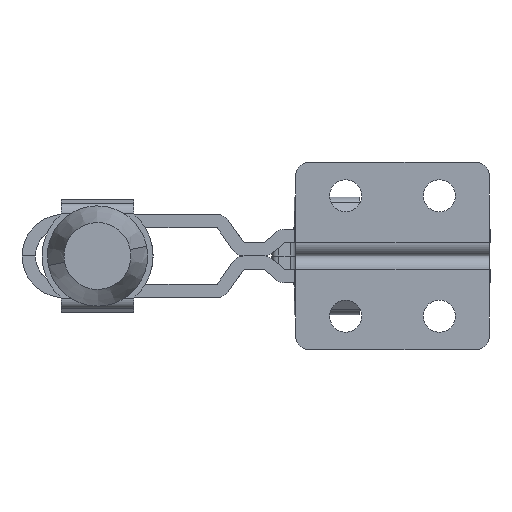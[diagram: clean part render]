
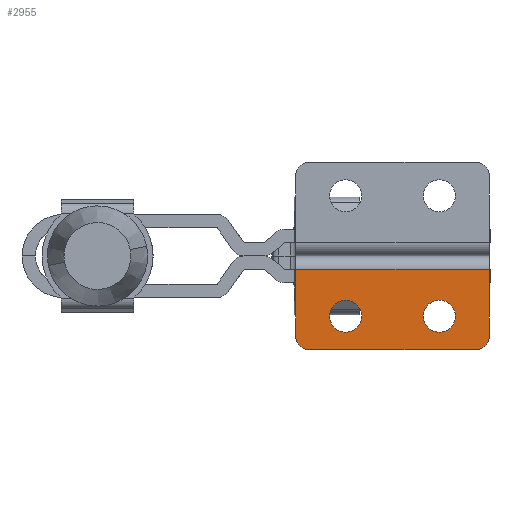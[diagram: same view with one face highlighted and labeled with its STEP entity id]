
A CAD part, front view. The second image highlights one B-rep face of the part: STEP entity #2955.
In plain terms, the highlighted planar face has unit normal (0, -1, 0).
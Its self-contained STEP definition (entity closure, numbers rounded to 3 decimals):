
#1052 = CARTESIAN_POINT ( 'NONE',  ( -21.5, 0., -11.4 ) ) ;
#1063 = CARTESIAN_POINT ( 'NONE',  ( -21.5, 0., -6.6 ) ) ;
#1105 = CARTESIAN_POINT ( 'NONE',  ( 0., 0., -12. ) ) ;
#1137 = CARTESIAN_POINT ( 'NONE',  ( 0., 0., -2. ) ) ;
#1167 = DIRECTION ( 'NONE',  ( -1., 0., 0. ) ) ;
#1168 = DIRECTION ( 'NONE',  ( 0., -1., 0. ) ) ;
#1169 = CARTESIAN_POINT ( 'NONE',  ( -21.5, 0., -9. ) ) ;
#1170 = AXIS2_PLACEMENT_3D ( 'NONE', #1169, #1168, #1167 ) ;
#1171 = CIRCLE ( 'NONE', #1170, 2.4 ) ;
#1188 = CARTESIAN_POINT ( 'NONE',  ( -7.5, 0., -6.6 ) ) ;
#1189 = DIRECTION ( 'NONE',  ( -1., 0., 0. ) ) ;
#1190 = DIRECTION ( 'NONE',  ( 0., -1., 0. ) ) ;
#1191 = CARTESIAN_POINT ( 'NONE',  ( -7.5, 0., -9. ) ) ;
#1192 = AXIS2_PLACEMENT_3D ( 'NONE', #1191, #1190, #1189 ) ;
#1193 = CIRCLE ( 'NONE', #1192, 2.4 ) ;
#1211 = CARTESIAN_POINT ( 'NONE',  ( -7.5, 0., -11.4 ) ) ;
#2895 = ORIENTED_EDGE ( 'NONE', *, *, #2896, .T. ) ;
#2896 = EDGE_CURVE ( 'NONE', #2929, #2897, #26433, .T. ) ;
#2897 = VERTEX_POINT ( 'NONE', #26561 ) ;
#2898 = ORIENTED_EDGE ( 'NONE', *, *, #2899, .F. ) ;
#2899 = EDGE_CURVE ( 'NONE', #7250, #2897, #26560, .T. ) ;
#2914 = EDGE_CURVE ( 'NONE', #7250, #7266, #26540, .T. ) ;
#2926 = ORIENTED_EDGE ( 'NONE', *, *, #2959, .F. ) ;
#2927 = ORIENTED_EDGE ( 'NONE', *, *, #2928, .F. ) ;
#2928 = EDGE_CURVE ( 'NONE', #2929, #2937, #26528, .T. ) ;
#2929 = VERTEX_POINT ( 'NONE', #26484 ) ;
#2933 = ORIENTED_EDGE ( 'NONE', *, *, #2944, .F. ) ;
#2937 = VERTEX_POINT ( 'NONE', #26523 ) ;
#2944 = EDGE_CURVE ( 'NONE', #7195, #7141, #26416, .T. ) ;
#2945 = ORIENTED_EDGE ( 'NONE', *, *, #7356, .F. ) ;
#2947 = ORIENTED_EDGE ( 'NONE', *, *, #2948, .F. ) ;
#2948 = EDGE_CURVE ( 'NONE', #7357, #7336, #26412, .T. ) ;
#2949 = ORIENTED_EDGE ( 'NONE', *, *, #2914, .T. ) ;
#2950 = ORIENTED_EDGE ( 'NONE', *, *, #2951, .F. ) ;
#2951 = EDGE_CURVE ( 'NONE', #2960, #7266, #26460, .T. ) ;
#2955 = ADVANCED_FACE ( 'NONE', ( #26452, #26451, #26450 ), #26449, .F. ) ;
#2956 = EDGE_LOOP ( 'NONE', ( #2957, #2933 ) ) ;
#2957 = ORIENTED_EDGE ( 'NONE', *, *, #7312, .F. ) ;
#2958 = EDGE_LOOP ( 'NONE', ( #2945, #2947 ) ) ;
#2959 = EDGE_CURVE ( 'NONE', #2937, #2960, #26447, .T. ) ;
#2960 = VERTEX_POINT ( 'NONE', #26440 ) ;
#2961 = EDGE_LOOP ( 'NONE', ( #2949, #2950, #2926, #2927, #2895, #2898 ) ) ;
#7141 = VERTEX_POINT ( 'NONE', #1052 ) ;
#7195 = VERTEX_POINT ( 'NONE', #1063 ) ;
#7250 = VERTEX_POINT ( 'NONE', #1105 ) ;
#7266 = VERTEX_POINT ( 'NONE', #1137 ) ;
#7312 = EDGE_CURVE ( 'NONE', #7141, #7195, #1171, .T. ) ;
#7336 = VERTEX_POINT ( 'NONE', #1211 ) ;
#7356 = EDGE_CURVE ( 'NONE', #7336, #7357, #1193, .T. ) ;
#7357 = VERTEX_POINT ( 'NONE', #1188 ) ;
#26402 = DIRECTION ( 'NONE',  ( -1., 0., 0. ) ) ;
#26408 = DIRECTION ( 'NONE',  ( -1., 0., 0. ) ) ;
#26409 = DIRECTION ( 'NONE',  ( 0., -1., 0. ) ) ;
#26410 = CARTESIAN_POINT ( 'NONE',  ( -7.5, 0., -9. ) ) ;
#26411 = AXIS2_PLACEMENT_3D ( 'NONE', #26410, #26409, #26408 ) ;
#26412 = CIRCLE ( 'NONE', #26411, 2.4 ) ;
#26413 = DIRECTION ( 'NONE',  ( -1., 0., 0. ) ) ;
#26414 = DIRECTION ( 'NONE',  ( 0., -1., 0. ) ) ;
#26415 = AXIS2_PLACEMENT_3D ( 'NONE', #26421, #26414, #26413 ) ;
#26416 = CIRCLE ( 'NONE', #26415, 2.4 ) ;
#26421 = CARTESIAN_POINT ( 'NONE',  ( -21.5, 0., -9. ) ) ;
#26430 = DIRECTION ( 'NONE',  ( 1., 0., 0. ) ) ;
#26431 = VECTOR ( 'NONE', #26430, 1000. ) ;
#26432 = CARTESIAN_POINT ( 'NONE',  ( -29., 0., -14. ) ) ;
#26433 = LINE ( 'NONE', #26432, #26431 ) ;
#26435 = DIRECTION ( 'NONE',  ( 0., 1., 0. ) ) ;
#26436 = CARTESIAN_POINT ( 'NONE',  ( -2., 0., -12. ) ) ;
#26437 = AXIS2_PLACEMENT_3D ( 'NONE', #26436, #26435, #26402 ) ;
#26440 = CARTESIAN_POINT ( 'NONE',  ( -29., 0., -2. ) ) ;
#26441 = DIRECTION ( 'NONE',  ( 0., 0., 1. ) ) ;
#26442 = VECTOR ( 'NONE', #26441, 1000. ) ;
#26443 = CARTESIAN_POINT ( 'NONE',  ( -29., 0., -2. ) ) ;
#26444 = DIRECTION ( 'NONE',  ( -1., 0., 0. ) ) ;
#26445 = DIRECTION ( 'NONE',  ( 0., 1., 0. ) ) ;
#26446 = AXIS2_PLACEMENT_3D ( 'NONE', #26448, #26445, #26444 ) ;
#26447 = LINE ( 'NONE', #26443, #26442 ) ;
#26448 = CARTESIAN_POINT ( 'NONE',  ( 0., 0., -2. ) ) ;
#26449 = PLANE ( 'NONE',  #26446 ) ;
#26450 = FACE_OUTER_BOUND ( 'NONE', #2961, .T. ) ;
#26451 = FACE_BOUND ( 'NONE', #2958, .T. ) ;
#26452 = FACE_BOUND ( 'NONE', #2956, .T. ) ;
#26457 = DIRECTION ( 'NONE',  ( 1., 0., 0. ) ) ;
#26458 = VECTOR ( 'NONE', #26457, 1000. ) ;
#26459 = CARTESIAN_POINT ( 'NONE',  ( 0., 0., -2. ) ) ;
#26460 = LINE ( 'NONE', #26459, #26458 ) ;
#26484 = CARTESIAN_POINT ( 'NONE',  ( -27., 0., -14. ) ) ;
#26485 = DIRECTION ( 'NONE',  ( -1., 0., 0. ) ) ;
#26486 = DIRECTION ( 'NONE',  ( 0., 1., 0. ) ) ;
#26487 = CARTESIAN_POINT ( 'NONE',  ( -27., 0., -12. ) ) ;
#26488 = AXIS2_PLACEMENT_3D ( 'NONE', #26487, #26486, #26485 ) ;
#26504 = DIRECTION ( 'NONE',  ( 0., 0., 1. ) ) ;
#26505 = VECTOR ( 'NONE', #26504, 1000. ) ;
#26506 = CARTESIAN_POINT ( 'NONE',  ( 0., 0., -2. ) ) ;
#26523 = CARTESIAN_POINT ( 'NONE',  ( -29., 0., -12. ) ) ;
#26528 = CIRCLE ( 'NONE', #26488, 2. ) ;
#26540 = LINE ( 'NONE', #26506, #26505 ) ;
#26560 = CIRCLE ( 'NONE', #26437, 2. ) ;
#26561 = CARTESIAN_POINT ( 'NONE',  ( -2., 0., -14. ) ) ;
